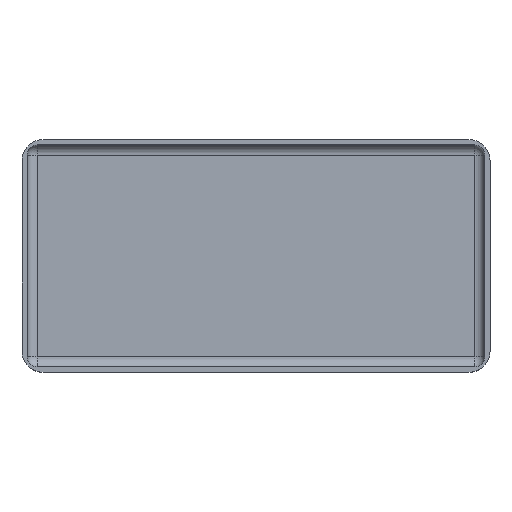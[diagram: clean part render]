
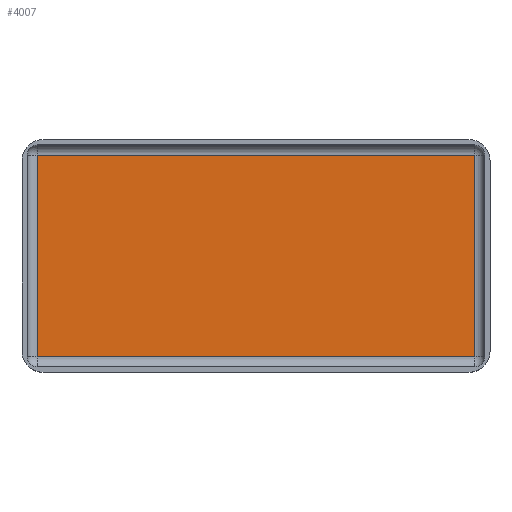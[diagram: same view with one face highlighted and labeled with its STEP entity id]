
A CAD part, top view. The second image highlights one B-rep face of the part: STEP entity #4007.
In plain terms, the highlighted planar face has unit normal (0, 0, 1).
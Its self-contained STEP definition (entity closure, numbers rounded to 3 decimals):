
#1619 = CYLINDRICAL_SURFACE('',#1620,1.8);
#1620 = AXIS2_PLACEMENT_3D('',#1621,#1622,#1623);
#1621 = CARTESIAN_POINT('',(-40.8,-18.,5.702));
#1622 = DIRECTION('',(1.,0.,0.));
#1623 = DIRECTION('',(0.,-1.,0.));
#1708 = CYLINDRICAL_SURFACE('',#1709,1.8);
#1709 = AXIS2_PLACEMENT_3D('',#1710,#1711,#1712);
#1710 = CARTESIAN_POINT('',(39.,-19.8,5.702));
#1711 = DIRECTION('',(0.,1.,0.));
#1712 = DIRECTION('',(1.,0.,0.));
#1817 = CYLINDRICAL_SURFACE('',#1818,1.8);
#1818 = AXIS2_PLACEMENT_3D('',#1819,#1820,#1821);
#1819 = CARTESIAN_POINT('',(-40.8,18.,5.702));
#1820 = DIRECTION('',(1.,0.,0.));
#1821 = DIRECTION('',(0.,1.,0.));
#1924 = CYLINDRICAL_SURFACE('',#1925,1.8);
#1925 = AXIS2_PLACEMENT_3D('',#1926,#1927,#1928);
#1926 = CARTESIAN_POINT('',(-39.,-19.8,5.702));
#1927 = DIRECTION('',(0.,1.,0.));
#1928 = DIRECTION('',(-1.,0.,0.));
#2865 = VERTEX_POINT('',#2866);
#2866 = CARTESIAN_POINT('',(-39.,-18.,3.902));
#2911 = EDGE_CURVE('',#2865,#2912,#2914,.T.);
#2912 = VERTEX_POINT('',#2913);
#2913 = CARTESIAN_POINT('',(39.,-18.,3.902));
#2914 = SURFACE_CURVE('',#2915,(#2919,#2926),.PCURVE_S1.);
#2915 = LINE('',#2916,#2917);
#2916 = CARTESIAN_POINT('',(-40.8,-18.,3.902));
#2917 = VECTOR('',#2918,1.);
#2918 = DIRECTION('',(1.,0.,0.));
#2919 = PCURVE('',#1619,#2920);
#2920 = DEFINITIONAL_REPRESENTATION('',(#2921),#2925);
#2921 = LINE('',#2922,#2923);
#2922 = CARTESIAN_POINT('',(1.571,0.));
#2923 = VECTOR('',#2924,1.);
#2924 = DIRECTION('',(0.,1.));
#2925 = ( GEOMETRIC_REPRESENTATION_CONTEXT(2) 
PARAMETRIC_REPRESENTATION_CONTEXT() REPRESENTATION_CONTEXT('2D SPACE',''
  ) );
#2926 = PCURVE('',#2927,#2932);
#2927 = PLANE('',#2928);
#2928 = AXIS2_PLACEMENT_3D('',#2929,#2930,#2931);
#2929 = CARTESIAN_POINT('',(-40.8,-19.8,3.902));
#2930 = DIRECTION('',(0.,0.,1.));
#2931 = DIRECTION('',(1.,0.,0.));
#2932 = DEFINITIONAL_REPRESENTATION('',(#2933),#2937);
#2933 = LINE('',#2934,#2935);
#2934 = CARTESIAN_POINT('',(0.,1.8));
#2935 = VECTOR('',#2936,1.);
#2936 = DIRECTION('',(1.,0.));
#2937 = ( GEOMETRIC_REPRESENTATION_CONTEXT(2) 
PARAMETRIC_REPRESENTATION_CONTEXT() REPRESENTATION_CONTEXT('2D SPACE',''
  ) );
#2989 = EDGE_CURVE('',#2912,#2990,#2992,.T.);
#2990 = VERTEX_POINT('',#2991);
#2991 = CARTESIAN_POINT('',(39.,18.,3.902));
#2992 = SURFACE_CURVE('',#2993,(#2997,#3004),.PCURVE_S1.);
#2993 = LINE('',#2994,#2995);
#2994 = CARTESIAN_POINT('',(39.,-19.8,3.902));
#2995 = VECTOR('',#2996,1.);
#2996 = DIRECTION('',(0.,1.,0.));
#2997 = PCURVE('',#1708,#2998);
#2998 = DEFINITIONAL_REPRESENTATION('',(#2999),#3003);
#2999 = LINE('',#3000,#3001);
#3000 = CARTESIAN_POINT('',(1.571,0.));
#3001 = VECTOR('',#3002,1.);
#3002 = DIRECTION('',(0.,1.));
#3003 = ( GEOMETRIC_REPRESENTATION_CONTEXT(2) 
PARAMETRIC_REPRESENTATION_CONTEXT() REPRESENTATION_CONTEXT('2D SPACE',''
  ) );
#3004 = PCURVE('',#2927,#3005);
#3005 = DEFINITIONAL_REPRESENTATION('',(#3006),#3010);
#3006 = LINE('',#3007,#3008);
#3007 = CARTESIAN_POINT('',(79.8,0.));
#3008 = VECTOR('',#3009,1.);
#3009 = DIRECTION('',(0.,1.));
#3010 = ( GEOMETRIC_REPRESENTATION_CONTEXT(2) 
PARAMETRIC_REPRESENTATION_CONTEXT() REPRESENTATION_CONTEXT('2D SPACE',''
  ) );
#3062 = VERTEX_POINT('',#3063);
#3063 = CARTESIAN_POINT('',(-39.,18.,3.902));
#3083 = EDGE_CURVE('',#3062,#2990,#3084,.T.);
#3084 = SURFACE_CURVE('',#3085,(#3089,#3096),.PCURVE_S1.);
#3085 = LINE('',#3086,#3087);
#3086 = CARTESIAN_POINT('',(-40.8,18.,3.902));
#3087 = VECTOR('',#3088,1.);
#3088 = DIRECTION('',(1.,0.,0.));
#3089 = PCURVE('',#1817,#3090);
#3090 = DEFINITIONAL_REPRESENTATION('',(#3091),#3095);
#3091 = LINE('',#3092,#3093);
#3092 = CARTESIAN_POINT('',(-1.571,0.));
#3093 = VECTOR('',#3094,1.);
#3094 = DIRECTION('',(-0.,1.));
#3095 = ( GEOMETRIC_REPRESENTATION_CONTEXT(2) 
PARAMETRIC_REPRESENTATION_CONTEXT() REPRESENTATION_CONTEXT('2D SPACE',''
  ) );
#3096 = PCURVE('',#2927,#3097);
#3097 = DEFINITIONAL_REPRESENTATION('',(#3098),#3102);
#3098 = LINE('',#3099,#3100);
#3099 = CARTESIAN_POINT('',(0.,37.8));
#3100 = VECTOR('',#3101,1.);
#3101 = DIRECTION('',(1.,0.));
#3102 = ( GEOMETRIC_REPRESENTATION_CONTEXT(2) 
PARAMETRIC_REPRESENTATION_CONTEXT() REPRESENTATION_CONTEXT('2D SPACE',''
  ) );
#3135 = EDGE_CURVE('',#2865,#3062,#3136,.T.);
#3136 = SURFACE_CURVE('',#3137,(#3141,#3148),.PCURVE_S1.);
#3137 = LINE('',#3138,#3139);
#3138 = CARTESIAN_POINT('',(-39.,-19.8,3.902));
#3139 = VECTOR('',#3140,1.);
#3140 = DIRECTION('',(0.,1.,0.));
#3141 = PCURVE('',#1924,#3142);
#3142 = DEFINITIONAL_REPRESENTATION('',(#3143),#3147);
#3143 = LINE('',#3144,#3145);
#3144 = CARTESIAN_POINT('',(-1.571,0.));
#3145 = VECTOR('',#3146,1.);
#3146 = DIRECTION('',(-0.,1.));
#3147 = ( GEOMETRIC_REPRESENTATION_CONTEXT(2) 
PARAMETRIC_REPRESENTATION_CONTEXT() REPRESENTATION_CONTEXT('2D SPACE',''
  ) );
#3148 = PCURVE('',#2927,#3149);
#3149 = DEFINITIONAL_REPRESENTATION('',(#3150),#3154);
#3150 = LINE('',#3151,#3152);
#3151 = CARTESIAN_POINT('',(1.8,0.));
#3152 = VECTOR('',#3153,1.);
#3153 = DIRECTION('',(0.,1.));
#3154 = ( GEOMETRIC_REPRESENTATION_CONTEXT(2) 
PARAMETRIC_REPRESENTATION_CONTEXT() REPRESENTATION_CONTEXT('2D SPACE',''
  ) );
#4007 = ADVANCED_FACE('',(#4008),#2927,.T.);
#4008 = FACE_BOUND('',#4009,.T.);
#4009 = EDGE_LOOP('',(#4010,#4011,#4012,#4013));
#4010 = ORIENTED_EDGE('',*,*,#3135,.F.);
#4011 = ORIENTED_EDGE('',*,*,#2911,.T.);
#4012 = ORIENTED_EDGE('',*,*,#2989,.T.);
#4013 = ORIENTED_EDGE('',*,*,#3083,.F.);
